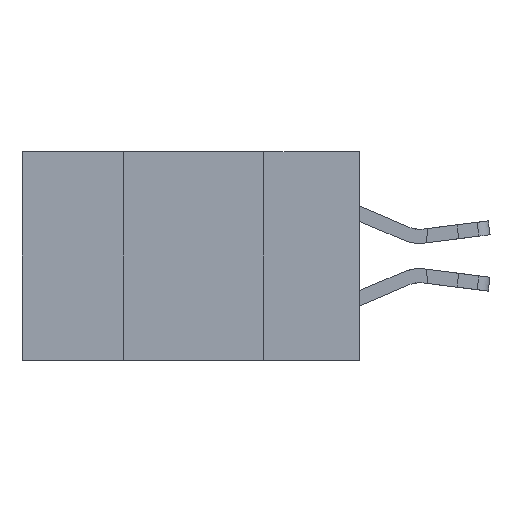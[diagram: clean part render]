
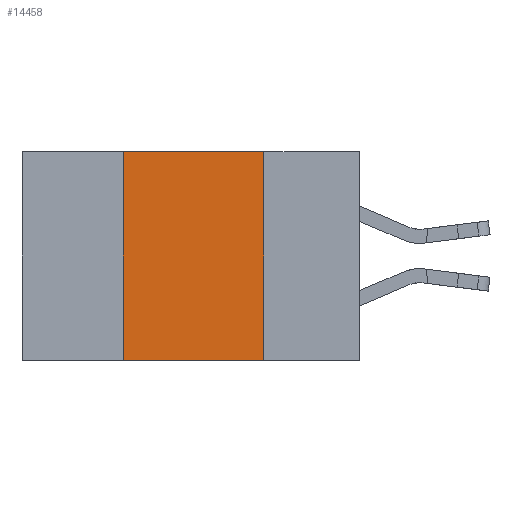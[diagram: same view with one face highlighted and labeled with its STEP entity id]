
A CAD part, left-side view. The second image highlights one B-rep face of the part: STEP entity #14458.
In plain terms, the highlighted planar face has unit normal (-1, 0, 0).
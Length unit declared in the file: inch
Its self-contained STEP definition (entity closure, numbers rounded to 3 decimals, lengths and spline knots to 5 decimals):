
#41 = CARTESIAN_POINT ( 'NONE',  ( 0., 0.6, -0.37 ) ) ;
#597 = CARTESIAN_POINT ( 'NONE',  ( 0., 0.17, -0.37 ) ) ;
#743 = CARTESIAN_POINT ( 'NONE',  ( 0., 0.6, 0. ) ) ;
#2280 = AXIS2_PLACEMENT_3D ( 'NONE', #2831, #10682, #4605 ) ;
#2831 = CARTESIAN_POINT ( 'NONE',  ( 0., 0.6, 0. ) ) ;
#3086 = EDGE_CURVE ( 'NONE', #11241, #11617, #18892, .T. ) ;
#3539 = EDGE_CURVE ( 'NONE', #13111, #7872, #7000, .T. ) ;
#3753 = CARTESIAN_POINT ( 'NONE',  ( 0., 0.17, 0. ) ) ;
#3763 = VECTOR ( 'NONE', #10176, 39.37008 ) ;
#3814 = CARTESIAN_POINT ( 'NONE',  ( 0., 0.42, 0. ) ) ;
#4605 = DIRECTION ( 'NONE',  ( 0., 0., -1. ) ) ;
#4915 = CARTESIAN_POINT ( 'NONE',  ( 0., 0.42, 0. ) ) ;
#4926 = DIRECTION ( 'NONE',  ( 0., 0., 1. ) ) ;
#5733 = ORIENTED_EDGE ( 'NONE', *, *, #3539, .F. ) ;
#6076 = DIRECTION ( 'NONE',  ( 0., -1., 0. ) ) ;
#6603 = VECTOR ( 'NONE', #4926, 39.37008 ) ;
#7000 = LINE ( 'NONE', #3814, #6603 ) ;
#7073 = CARTESIAN_POINT ( 'NONE',  ( 0., 0.17, 0. ) ) ;
#7872 = VERTEX_POINT ( 'NONE', #4915 ) ;
#8996 = FACE_OUTER_BOUND ( 'NONE', #13322, .T. ) ;
#9458 = CARTESIAN_POINT ( 'NONE',  ( 0., 0.42, -0.37 ) ) ;
#9494 = EDGE_CURVE ( 'NONE', #7872, #11241, #14402, .T. ) ;
#10176 = DIRECTION ( 'NONE',  ( 0., -1., 0. ) ) ;
#10682 = DIRECTION ( 'NONE',  ( 1., 0., 0. ) ) ;
#10883 = EDGE_CURVE ( 'NONE', #13111, #11617, #16365, .T. ) ;
#11017 = ORIENTED_EDGE ( 'NONE', *, *, #10883, .T. ) ;
#11241 = VERTEX_POINT ( 'NONE', #7073 ) ;
#11617 = VERTEX_POINT ( 'NONE', #597 ) ;
#12449 = ORIENTED_EDGE ( 'NONE', *, *, #9494, .F. ) ;
#12791 = DIRECTION ( 'NONE',  ( 0., 0., -1. ) ) ;
#13111 = VERTEX_POINT ( 'NONE', #9458 ) ;
#13322 = EDGE_LOOP ( 'NONE', ( #14381, #12449, #5733, #11017 ) ) ;
#14381 = ORIENTED_EDGE ( 'NONE', *, *, #3086, .F. ) ;
#14402 = LINE ( 'NONE', #743, #3763 ) ;
#14458 = ADVANCED_FACE ( 'NONE', ( #8996 ), #15097, .F. ) ;
#15097 = PLANE ( 'NONE',  #2280 ) ;
#16365 = LINE ( 'NONE', #41, #17402 ) ;
#16384 = VECTOR ( 'NONE', #12791, 39.37008 ) ;
#17402 = VECTOR ( 'NONE', #6076, 39.37008 ) ;
#18892 = LINE ( 'NONE', #3753, #16384 ) ;
